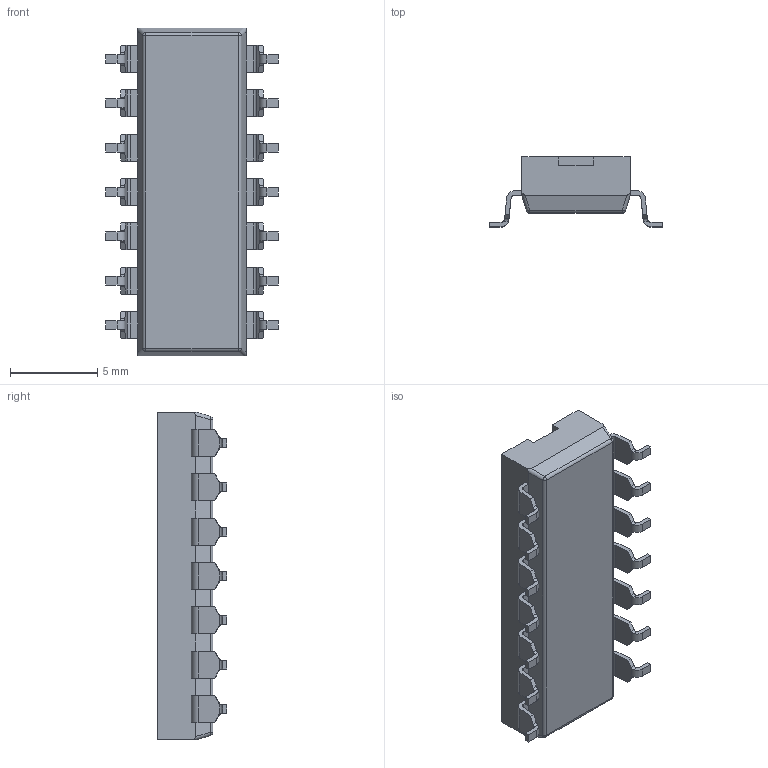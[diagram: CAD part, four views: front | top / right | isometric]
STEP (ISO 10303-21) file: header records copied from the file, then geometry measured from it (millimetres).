
FILE_DESCRIPTION (( 'STEP AP214' ), '1' );
FILE_NAME ('CUI_DEVICES_DS04-254-2-07BK-SMT-TR.step', '2020-04-22T21:38:59', ( '' ), ( '' ), 'SwSTEP 2.0', 'SolidWorks 2020', '' );
FILE_SCHEMA (( 'AUTOMOTIVE_DESIGN' ));
Length unit declared in the file: inch
Products named in the file (1): CUI_DEVICES_DS04-254-2-07BK-SMT-TR
Bounding box: 9.9 x 4 x 18.78 mm (x, y, z)
Volume: 364.8 mm3; surface area: 611.3 mm2
Topology: 22 solids, 22 shells, 656 faces, 1772 edges, 1163 vertices
Faces by surface type: plane 469, cylinder 183, sphere 4
Entity records: 25379 total; most frequent: CARTESIAN_POINT 3997, ORIENTED_EDGE 3536, DIRECTION 3352, EDGE_CURVE 1768, VECTOR 1342, LINE 1342, VERTEX_POINT 1163, AXIS2_PLACEMENT_3D 1005
